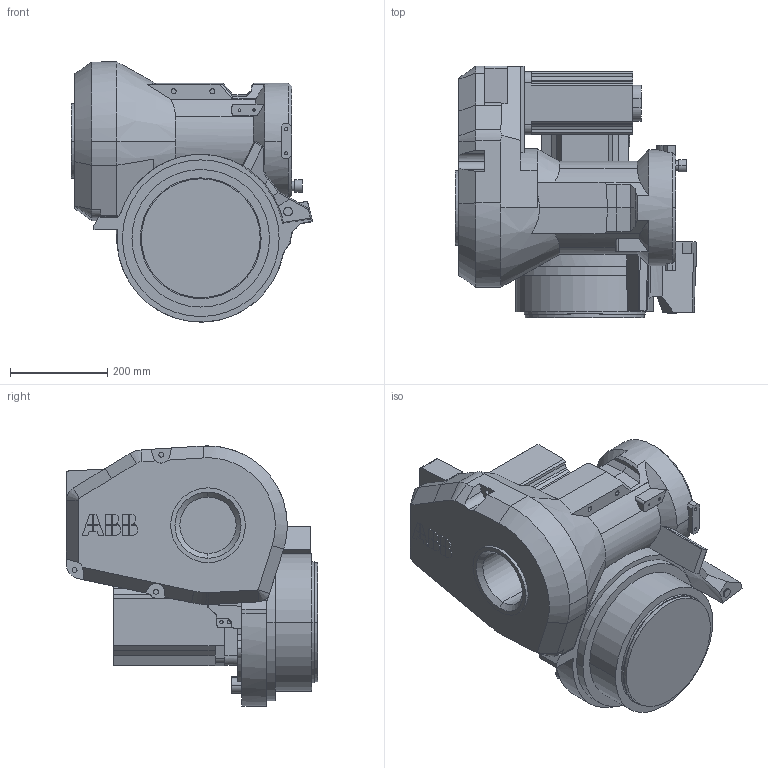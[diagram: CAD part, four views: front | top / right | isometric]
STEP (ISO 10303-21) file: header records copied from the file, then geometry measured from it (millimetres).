
FILE_DESCRIPTION (( 'STEP AP214' ), '1' );
FILE_NAME ('IRB6620LX_150-190_LINK3_CAD_rev03.STEP', '2016-12-02T09:57:21', ( 'ABB' ), ( 'ABB' ), 'SwSTEP 2.0', 'SolidWorks 2014', '' );
FILE_SCHEMA (( 'AUTOMOTIVE_DESIGN' ));
Length unit declared in the file: millimetre
Products named in the file (1): IRB6620LX_150-190_LINK3_CAD_rev03
Bounding box: 496.9 x 517.9 x 536.14 mm (x, y, z)
Volume: 49996118.5 mm3; surface area: 1345751.8 mm2
Topology: 2 solids, 2 shells, 517 faces, 1388 edges, 904 vertices
Faces by surface type: plane 358, cylinder 127, cone 17, bspline 15
Entity records: 18186 total; most frequent: CARTESIAN_POINT 4062, ORIENTED_EDGE 2776, DIRECTION 2547, EDGE_CURVE 1388, VECTOR 1001, LINE 1001, VERTEX_POINT 904, AXIS2_PLACEMENT_3D 773
